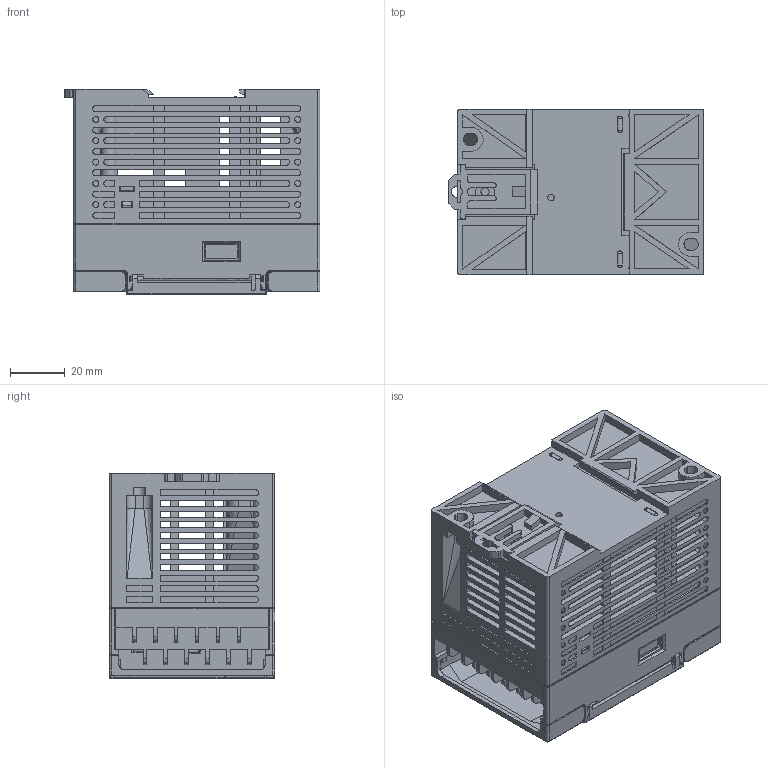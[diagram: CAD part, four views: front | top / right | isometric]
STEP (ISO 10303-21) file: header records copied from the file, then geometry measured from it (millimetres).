
FILE_DESCRIPTION(/* description */ (''),/* implementation_level */ '2;1');
FILE_NAME(/* name */ '123',/* time_stamp */ '2021-09-02T11:34:08+08:00',/* author */ (''),/* organization */ (''),/* preprocessor_version */ 'ST-DEVELOPER v16.5',/* originating_system */ '',/* authorisation */ '');
FILE_SCHEMA (('AUTOMOTIVE_DESIGN_CC2'));
Products named in the file (1): Document
Bounding box: 93.5 x 60.5 x 75.18 mm (x, y, z)
Surface area: 136654.2 mm2 (no closed solid volume)
Topology: 0 solids, 1 shells, 10203 faces, 29870 edges, 19492 vertices
Faces by surface type: bspline 10203
Entity records: 648481 total; most frequent: CARTESIAN_POINT 261800, B_SPLINE_CURVE_WITH_KNOTS 87189, ORIENTED_EDGE 59694, PCURVE 59694, DEFINITIONAL_REPRESENTATION 59694, SURFACE_CURVE 29848, EDGE_CURVE 29848, VERTEX_POINT 19492
